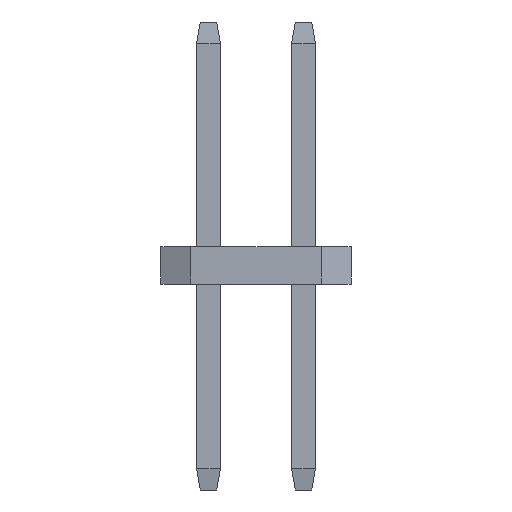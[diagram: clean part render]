
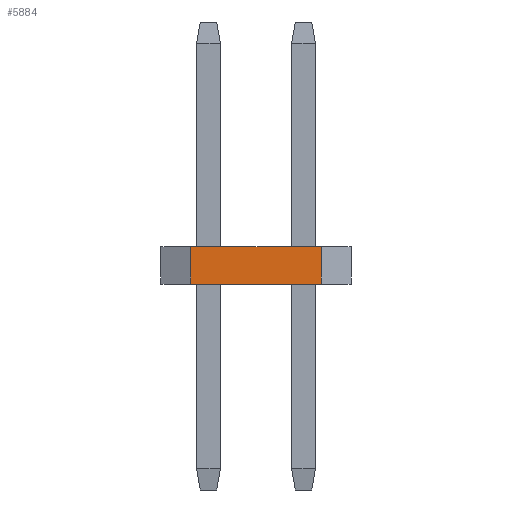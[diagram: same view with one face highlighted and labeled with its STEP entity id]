
A CAD part, left-side view. The second image highlights one B-rep face of the part: STEP entity #5884.
In plain terms, the highlighted planar face has unit normal (-1, 0, 0).
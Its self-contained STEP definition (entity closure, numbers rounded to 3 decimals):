
#31 = LINE ( 'NONE', #995, #2961 ) ;
#41 = CARTESIAN_POINT ( 'NONE',  ( -8.89, 1.74, 1. ) ) ;
#286 = EDGE_CURVE ( 'NONE', #6696, #576, #6692, .T. ) ;
#427 = CARTESIAN_POINT ( 'NONE',  ( -8.89, -1.74, 0. ) ) ;
#576 = VERTEX_POINT ( 'NONE', #427 ) ;
#995 = CARTESIAN_POINT ( 'NONE',  ( -8.89, -1.74, -7.5 ) ) ;
#1028 = FACE_OUTER_BOUND ( 'NONE', #4403, .T. ) ;
#1140 = AXIS2_PLACEMENT_3D ( 'NONE', #4318, #6532, #3216 ) ;
#1273 = VERTEX_POINT ( 'NONE', #3457 ) ;
#1326 = CARTESIAN_POINT ( 'NONE',  ( -8.89, -2.54, 1. ) ) ;
#2144 = PLANE ( 'NONE',  #1140 ) ;
#2641 = VECTOR ( 'NONE', #4153, 1000. ) ;
#2801 = VECTOR ( 'NONE', #3252, 1000. ) ;
#2961 = VECTOR ( 'NONE', #4209, 1000. ) ;
#3216 = DIRECTION ( 'NONE',  ( 0., 0., -1. ) ) ;
#3252 = DIRECTION ( 'NONE',  ( 0., -1., 0. ) ) ;
#3281 = CARTESIAN_POINT ( 'NONE',  ( -8.89, -1.74, 1. ) ) ;
#3334 = CARTESIAN_POINT ( 'NONE',  ( -8.89, 1.74, 0. ) ) ;
#3457 = CARTESIAN_POINT ( 'NONE',  ( -8.89, 1.74, 1. ) ) ;
#3626 = VERTEX_POINT ( 'NONE', #3281 ) ;
#3710 = VECTOR ( 'NONE', #3791, 1000. ) ;
#3791 = DIRECTION ( 'NONE',  ( 0., 0., -1. ) ) ;
#4153 = DIRECTION ( 'NONE',  ( 0., -1., 0. ) ) ;
#4154 = ORIENTED_EDGE ( 'NONE', *, *, #4791, .T. ) ;
#4209 = DIRECTION ( 'NONE',  ( 0., 0., 1. ) ) ;
#4228 = ORIENTED_EDGE ( 'NONE', *, *, #286, .T. ) ;
#4318 = CARTESIAN_POINT ( 'NONE',  ( -8.89, -2.54, 1. ) ) ;
#4403 = EDGE_LOOP ( 'NONE', ( #4228, #6259, #5168, #4154 ) ) ;
#4791 = EDGE_CURVE ( 'NONE', #1273, #6696, #6509, .T. ) ;
#5168 = ORIENTED_EDGE ( 'NONE', *, *, #6720, .F. ) ;
#5864 = EDGE_CURVE ( 'NONE', #576, #3626, #31, .T. ) ;
#5884 = ADVANCED_FACE ( 'NONE', ( #1028 ), #2144, .F. ) ;
#6071 = CARTESIAN_POINT ( 'NONE',  ( -8.89, -2.54, 0. ) ) ;
#6124 = LINE ( 'NONE', #1326, #2641 ) ;
#6259 = ORIENTED_EDGE ( 'NONE', *, *, #5864, .T. ) ;
#6509 = LINE ( 'NONE', #41, #3710 ) ;
#6532 = DIRECTION ( 'NONE',  ( 1., 0., 0. ) ) ;
#6692 = LINE ( 'NONE', #6071, #2801 ) ;
#6696 = VERTEX_POINT ( 'NONE', #3334 ) ;
#6720 = EDGE_CURVE ( 'NONE', #1273, #3626, #6124, .T. ) ;
